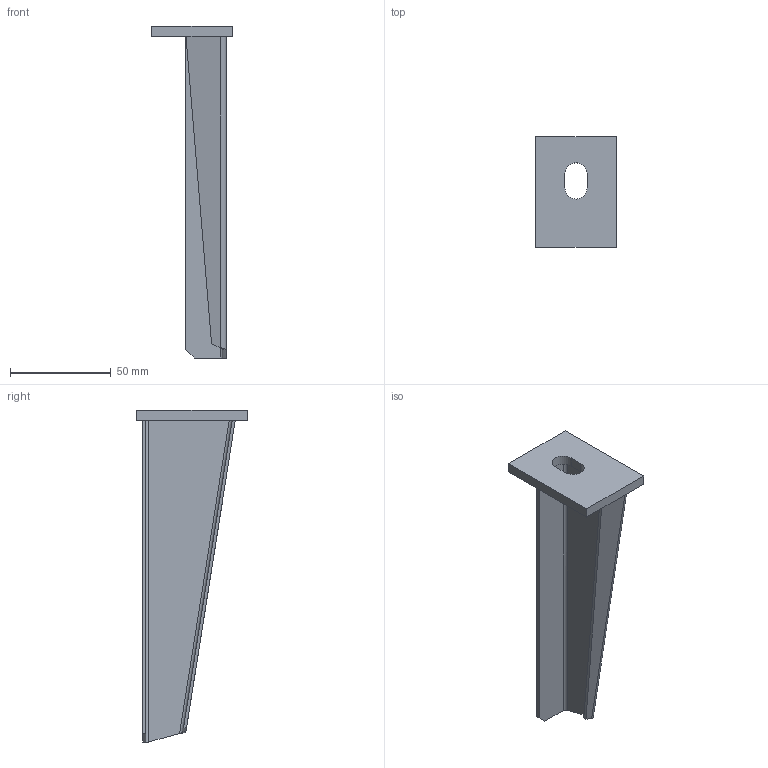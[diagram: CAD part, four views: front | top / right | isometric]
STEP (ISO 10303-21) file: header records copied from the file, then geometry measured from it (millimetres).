
FILE_DESCRIPTION((''),'2;1');
FILE_NAME('6420664_ORG_ASM','2012-06-19T',('AndreasKeweloh'),(''),'PRO/ENGINEER BY PARAMETRIC TECHNOLOGY CORPORATION, 2012060','PRO/ENGINEER BY PARAMETRIC TECHNOLOGY CORPORATION, 2012060','');
FILE_SCHEMA(('CONFIG_CONTROL_DESIGN'));
Length unit declared in the file: millimetre
Products named in the file (4): PRT0002; PRT0003; AUSLEGER_AW_15_16_ASM; 6420664_ORG_ASM
Assembly tree (3 placements, depth 3):
  6420664_ORG_ASM
    AUSLEGER_AW_15_16_ASM
      PRT0002
      PRT0003
Bounding box: 40 x 55 x 165 mm (x, y, z)
Volume: 24872.1 mm3; surface area: 25549.8 mm2
Topology: 2 solids, 2 shells, 31 faces, 77 edges, 50 vertices
Faces by surface type: plane 22, cylinder 6, bspline 3
Entity records: 1188 total; most frequent: CARTESIAN_POINT 336, DIRECTION 161, ORIENTED_EDGE 154, EDGE_CURVE 77, VECTOR 61, LINE 61, AXIS2_PLACEMENT_3D 50, VERTEX_POINT 50
